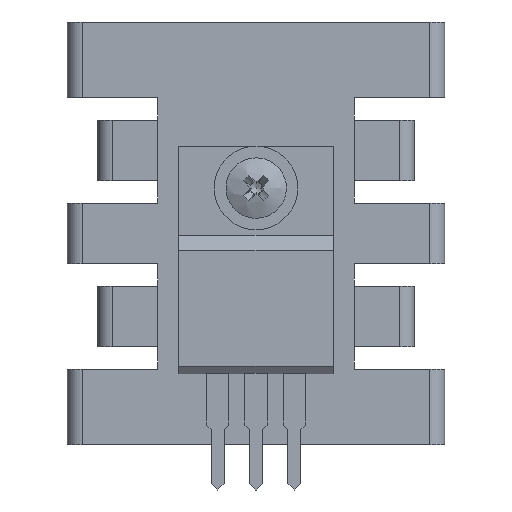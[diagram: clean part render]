
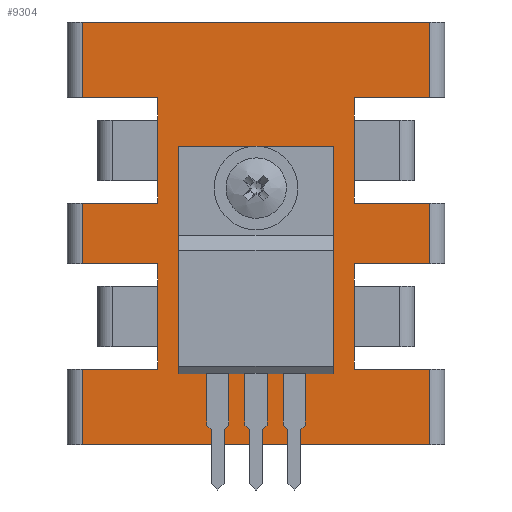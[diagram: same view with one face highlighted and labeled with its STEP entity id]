
A CAD part, front view. The second image highlights one B-rep face of the part: STEP entity #9304.
In plain terms, the highlighted face is planar.
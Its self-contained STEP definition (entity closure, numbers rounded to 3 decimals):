
#8833 = VERTEX_POINT('',#8834);
#8834 = CARTESIAN_POINT('',(1.,28.,8.));
#8841 = EDGE_CURVE('',#8833,#8842,#8844,.T.);
#8842 = VERTEX_POINT('',#8843);
#8843 = CARTESIAN_POINT('',(24.,28.,8.));
#8844 = LINE('',#8845,#8846);
#8845 = CARTESIAN_POINT('',(0.,28.,8.));
#8846 = VECTOR('',#8847,1.);
#8847 = DIRECTION('',(1.,0.,0.));
#9259 = EDGE_CURVE('',#8842,#9260,#9262,.T.);
#9260 = VERTEX_POINT('',#9261);
#9261 = CARTESIAN_POINT('',(24.,23.,8.));
#9262 = LINE('',#9263,#9264);
#9263 = CARTESIAN_POINT('',(24.,28.,8.));
#9264 = VECTOR('',#9265,1.);
#9265 = DIRECTION('',(0.,-1.,0.));
#9304 = ADVANCED_FACE('',(#9305,#9515,#9526),#9537,.F.);
#9305 = FACE_BOUND('',#9306,.F.);
#9306 = EDGE_LOOP('',(#9307,#9317,#9325,#9333,#9341,#9349,#9357,#9365,
    #9373,#9381,#9389,#9397,#9405,#9413,#9419,#9420,#9421,#9429,#9437,
    #9445,#9453,#9461,#9469,#9477,#9485,#9493,#9501,#9509));
#9307 = ORIENTED_EDGE('',*,*,#9308,.T.);
#9308 = EDGE_CURVE('',#9309,#9311,#9313,.T.);
#9309 = VERTEX_POINT('',#9310);
#9310 = CARTESIAN_POINT('',(24.,0.,8.));
#9311 = VERTEX_POINT('',#9312);
#9312 = CARTESIAN_POINT('',(1.,0.,8.));
#9313 = LINE('',#9314,#9315);
#9314 = CARTESIAN_POINT('',(25.,0.,8.));
#9315 = VECTOR('',#9316,1.);
#9316 = DIRECTION('',(-1.,0.,0.));
#9317 = ORIENTED_EDGE('',*,*,#9318,.T.);
#9318 = EDGE_CURVE('',#9311,#9319,#9321,.T.);
#9319 = VERTEX_POINT('',#9320);
#9320 = CARTESIAN_POINT('',(1.,5.,8.));
#9321 = LINE('',#9322,#9323);
#9322 = CARTESIAN_POINT('',(1.,0.,8.));
#9323 = VECTOR('',#9324,1.);
#9324 = DIRECTION('',(0.,1.,0.));
#9325 = ORIENTED_EDGE('',*,*,#9326,.F.);
#9326 = EDGE_CURVE('',#9327,#9319,#9329,.T.);
#9327 = VERTEX_POINT('',#9328);
#9328 = CARTESIAN_POINT('',(6.,5.,8.));
#9329 = LINE('',#9330,#9331);
#9330 = CARTESIAN_POINT('',(6.,5.,8.));
#9331 = VECTOR('',#9332,1.);
#9332 = DIRECTION('',(-1.,-0.,-0.));
#9333 = ORIENTED_EDGE('',*,*,#9334,.T.);
#9334 = EDGE_CURVE('',#9327,#9335,#9337,.T.);
#9335 = VERTEX_POINT('',#9336);
#9336 = CARTESIAN_POINT('',(6.,6.5,8.));
#9337 = LINE('',#9338,#9339);
#9338 = CARTESIAN_POINT('',(6.,5.,8.));
#9339 = VECTOR('',#9340,1.);
#9340 = DIRECTION('',(0.,1.,0.));
#9341 = ORIENTED_EDGE('',*,*,#9342,.T.);
#9342 = EDGE_CURVE('',#9335,#9343,#9345,.T.);
#9343 = VERTEX_POINT('',#9344);
#9344 = CARTESIAN_POINT('',(6.,10.5,8.));
#9345 = LINE('',#9346,#9347);
#9346 = CARTESIAN_POINT('',(6.,6.5,8.));
#9347 = VECTOR('',#9348,1.);
#9348 = DIRECTION('',(0.,1.,0.));
#9349 = ORIENTED_EDGE('',*,*,#9350,.T.);
#9350 = EDGE_CURVE('',#9343,#9351,#9353,.T.);
#9351 = VERTEX_POINT('',#9352);
#9352 = CARTESIAN_POINT('',(6.,12.,8.));
#9353 = LINE('',#9354,#9355);
#9354 = CARTESIAN_POINT('',(6.,5.,8.));
#9355 = VECTOR('',#9356,1.);
#9356 = DIRECTION('',(0.,1.,0.));
#9357 = ORIENTED_EDGE('',*,*,#9358,.T.);
#9358 = EDGE_CURVE('',#9351,#9359,#9361,.T.);
#9359 = VERTEX_POINT('',#9360);
#9360 = CARTESIAN_POINT('',(1.,12.,8.));
#9361 = LINE('',#9362,#9363);
#9362 = CARTESIAN_POINT('',(6.,12.,8.));
#9363 = VECTOR('',#9364,1.);
#9364 = DIRECTION('',(-1.,-0.,-0.));
#9365 = ORIENTED_EDGE('',*,*,#9366,.T.);
#9366 = EDGE_CURVE('',#9359,#9367,#9369,.T.);
#9367 = VERTEX_POINT('',#9368);
#9368 = CARTESIAN_POINT('',(1.,16.,8.));
#9369 = LINE('',#9370,#9371);
#9370 = CARTESIAN_POINT('',(1.,12.,8.));
#9371 = VECTOR('',#9372,1.);
#9372 = DIRECTION('',(0.,1.,0.));
#9373 = ORIENTED_EDGE('',*,*,#9374,.F.);
#9374 = EDGE_CURVE('',#9375,#9367,#9377,.T.);
#9375 = VERTEX_POINT('',#9376);
#9376 = CARTESIAN_POINT('',(6.,16.,8.));
#9377 = LINE('',#9378,#9379);
#9378 = CARTESIAN_POINT('',(6.,16.,8.));
#9379 = VECTOR('',#9380,1.);
#9380 = DIRECTION('',(-1.,-0.,-0.));
#9381 = ORIENTED_EDGE('',*,*,#9382,.T.);
#9382 = EDGE_CURVE('',#9375,#9383,#9385,.T.);
#9383 = VERTEX_POINT('',#9384);
#9384 = CARTESIAN_POINT('',(6.,17.5,8.));
#9385 = LINE('',#9386,#9387);
#9386 = CARTESIAN_POINT('',(6.,16.,8.));
#9387 = VECTOR('',#9388,1.);
#9388 = DIRECTION('',(0.,1.,0.));
#9389 = ORIENTED_EDGE('',*,*,#9390,.T.);
#9390 = EDGE_CURVE('',#9383,#9391,#9393,.T.);
#9391 = VERTEX_POINT('',#9392);
#9392 = CARTESIAN_POINT('',(6.,21.5,8.));
#9393 = LINE('',#9394,#9395);
#9394 = CARTESIAN_POINT('',(6.,17.5,8.));
#9395 = VECTOR('',#9396,1.);
#9396 = DIRECTION('',(0.,1.,0.));
#9397 = ORIENTED_EDGE('',*,*,#9398,.T.);
#9398 = EDGE_CURVE('',#9391,#9399,#9401,.T.);
#9399 = VERTEX_POINT('',#9400);
#9400 = CARTESIAN_POINT('',(6.,23.,8.));
#9401 = LINE('',#9402,#9403);
#9402 = CARTESIAN_POINT('',(6.,16.,8.));
#9403 = VECTOR('',#9404,1.);
#9404 = DIRECTION('',(0.,1.,0.));
#9405 = ORIENTED_EDGE('',*,*,#9406,.T.);
#9406 = EDGE_CURVE('',#9399,#9407,#9409,.T.);
#9407 = VERTEX_POINT('',#9408);
#9408 = CARTESIAN_POINT('',(1.,23.,8.));
#9409 = LINE('',#9410,#9411);
#9410 = CARTESIAN_POINT('',(6.,23.,8.));
#9411 = VECTOR('',#9412,1.);
#9412 = DIRECTION('',(-1.,-0.,-0.));
#9413 = ORIENTED_EDGE('',*,*,#9414,.T.);
#9414 = EDGE_CURVE('',#9407,#8833,#9415,.T.);
#9415 = LINE('',#9416,#9417);
#9416 = CARTESIAN_POINT('',(1.,23.,8.));
#9417 = VECTOR('',#9418,1.);
#9418 = DIRECTION('',(0.,1.,0.));
#9419 = ORIENTED_EDGE('',*,*,#8841,.T.);
#9420 = ORIENTED_EDGE('',*,*,#9259,.T.);
#9421 = ORIENTED_EDGE('',*,*,#9422,.T.);
#9422 = EDGE_CURVE('',#9260,#9423,#9425,.T.);
#9423 = VERTEX_POINT('',#9424);
#9424 = CARTESIAN_POINT('',(19.,23.,8.));
#9425 = LINE('',#9426,#9427);
#9426 = CARTESIAN_POINT('',(25.,23.,8.));
#9427 = VECTOR('',#9428,1.);
#9428 = DIRECTION('',(-1.,-0.,-0.));
#9429 = ORIENTED_EDGE('',*,*,#9430,.F.);
#9430 = EDGE_CURVE('',#9431,#9423,#9433,.T.);
#9431 = VERTEX_POINT('',#9432);
#9432 = CARTESIAN_POINT('',(19.,21.5,8.));
#9433 = LINE('',#9434,#9435);
#9434 = CARTESIAN_POINT('',(19.,16.,8.));
#9435 = VECTOR('',#9436,1.);
#9436 = DIRECTION('',(0.,1.,0.));
#9437 = ORIENTED_EDGE('',*,*,#9438,.F.);
#9438 = EDGE_CURVE('',#9439,#9431,#9441,.T.);
#9439 = VERTEX_POINT('',#9440);
#9440 = CARTESIAN_POINT('',(19.,17.5,8.));
#9441 = LINE('',#9442,#9443);
#9442 = CARTESIAN_POINT('',(19.,17.5,8.));
#9443 = VECTOR('',#9444,1.);
#9444 = DIRECTION('',(0.,1.,0.));
#9445 = ORIENTED_EDGE('',*,*,#9446,.F.);
#9446 = EDGE_CURVE('',#9447,#9439,#9449,.T.);
#9447 = VERTEX_POINT('',#9448);
#9448 = CARTESIAN_POINT('',(19.,16.,8.));
#9449 = LINE('',#9450,#9451);
#9450 = CARTESIAN_POINT('',(19.,16.,8.));
#9451 = VECTOR('',#9452,1.);
#9452 = DIRECTION('',(0.,1.,0.));
#9453 = ORIENTED_EDGE('',*,*,#9454,.F.);
#9454 = EDGE_CURVE('',#9455,#9447,#9457,.T.);
#9455 = VERTEX_POINT('',#9456);
#9456 = CARTESIAN_POINT('',(24.,16.,8.));
#9457 = LINE('',#9458,#9459);
#9458 = CARTESIAN_POINT('',(25.,16.,8.));
#9459 = VECTOR('',#9460,1.);
#9460 = DIRECTION('',(-1.,-0.,-0.));
#9461 = ORIENTED_EDGE('',*,*,#9462,.T.);
#9462 = EDGE_CURVE('',#9455,#9463,#9465,.T.);
#9463 = VERTEX_POINT('',#9464);
#9464 = CARTESIAN_POINT('',(24.,12.,8.));
#9465 = LINE('',#9466,#9467);
#9466 = CARTESIAN_POINT('',(24.,16.,8.));
#9467 = VECTOR('',#9468,1.);
#9468 = DIRECTION('',(0.,-1.,0.));
#9469 = ORIENTED_EDGE('',*,*,#9470,.T.);
#9470 = EDGE_CURVE('',#9463,#9471,#9473,.T.);
#9471 = VERTEX_POINT('',#9472);
#9472 = CARTESIAN_POINT('',(19.,12.,8.));
#9473 = LINE('',#9474,#9475);
#9474 = CARTESIAN_POINT('',(25.,12.,8.));
#9475 = VECTOR('',#9476,1.);
#9476 = DIRECTION('',(-1.,-0.,-0.));
#9477 = ORIENTED_EDGE('',*,*,#9478,.F.);
#9478 = EDGE_CURVE('',#9479,#9471,#9481,.T.);
#9479 = VERTEX_POINT('',#9480);
#9480 = CARTESIAN_POINT('',(19.,10.5,8.));
#9481 = LINE('',#9482,#9483);
#9482 = CARTESIAN_POINT('',(19.,5.,8.));
#9483 = VECTOR('',#9484,1.);
#9484 = DIRECTION('',(0.,1.,0.));
#9485 = ORIENTED_EDGE('',*,*,#9486,.F.);
#9486 = EDGE_CURVE('',#9487,#9479,#9489,.T.);
#9487 = VERTEX_POINT('',#9488);
#9488 = CARTESIAN_POINT('',(19.,6.5,8.));
#9489 = LINE('',#9490,#9491);
#9490 = CARTESIAN_POINT('',(19.,6.5,8.));
#9491 = VECTOR('',#9492,1.);
#9492 = DIRECTION('',(0.,1.,0.));
#9493 = ORIENTED_EDGE('',*,*,#9494,.F.);
#9494 = EDGE_CURVE('',#9495,#9487,#9497,.T.);
#9495 = VERTEX_POINT('',#9496);
#9496 = CARTESIAN_POINT('',(19.,5.,8.));
#9497 = LINE('',#9498,#9499);
#9498 = CARTESIAN_POINT('',(19.,5.,8.));
#9499 = VECTOR('',#9500,1.);
#9500 = DIRECTION('',(0.,1.,0.));
#9501 = ORIENTED_EDGE('',*,*,#9502,.F.);
#9502 = EDGE_CURVE('',#9503,#9495,#9505,.T.);
#9503 = VERTEX_POINT('',#9504);
#9504 = CARTESIAN_POINT('',(24.,5.,8.));
#9505 = LINE('',#9506,#9507);
#9506 = CARTESIAN_POINT('',(25.,5.,8.));
#9507 = VECTOR('',#9508,1.);
#9508 = DIRECTION('',(-1.,-0.,-0.));
#9509 = ORIENTED_EDGE('',*,*,#9510,.T.);
#9510 = EDGE_CURVE('',#9503,#9309,#9511,.T.);
#9511 = LINE('',#9512,#9513);
#9512 = CARTESIAN_POINT('',(24.,5.,8.));
#9513 = VECTOR('',#9514,1.);
#9514 = DIRECTION('',(0.,-1.,0.));
#9515 = FACE_BOUND('',#9516,.F.);
#9516 = EDGE_LOOP('',(#9517));
#9517 = ORIENTED_EDGE('',*,*,#9518,.T.);
#9518 = EDGE_CURVE('',#9519,#9519,#9521,.T.);
#9519 = VERTEX_POINT('',#9520);
#9520 = CARTESIAN_POINT('',(14.25,7.,8.));
#9521 = CIRCLE('',#9522,1.75);
#9522 = AXIS2_PLACEMENT_3D('',#9523,#9524,#9525);
#9523 = CARTESIAN_POINT('',(12.5,7.,8.));
#9524 = DIRECTION('',(0.,0.,1.));
#9525 = DIRECTION('',(1.,0.,0.));
#9526 = FACE_BOUND('',#9527,.F.);
#9527 = EDGE_LOOP('',(#9528));
#9528 = ORIENTED_EDGE('',*,*,#9529,.T.);
#9529 = EDGE_CURVE('',#9530,#9530,#9532,.T.);
#9530 = VERTEX_POINT('',#9531);
#9531 = CARTESIAN_POINT('',(14.25,17.,8.));
#9532 = CIRCLE('',#9533,1.75);
#9533 = AXIS2_PLACEMENT_3D('',#9534,#9535,#9536);
#9534 = CARTESIAN_POINT('',(12.5,17.,8.));
#9535 = DIRECTION('',(0.,0.,1.));
#9536 = DIRECTION('',(1.,0.,0.));
#9537 = PLANE('',#9538);
#9538 = AXIS2_PLACEMENT_3D('',#9539,#9540,#9541);
#9539 = CARTESIAN_POINT('',(12.5,14.,8.));
#9540 = DIRECTION('',(-0.,-0.,-1.));
#9541 = DIRECTION('',(-1.,0.,0.));
